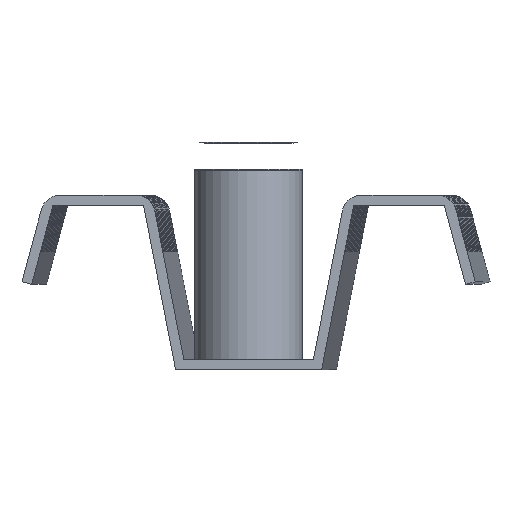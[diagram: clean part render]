
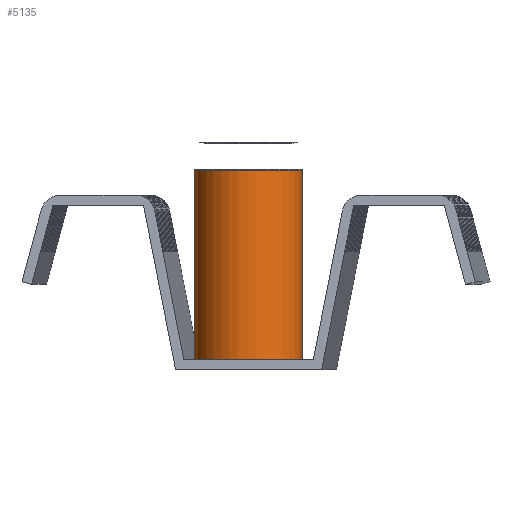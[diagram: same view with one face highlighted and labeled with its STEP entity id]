
A CAD part, front view. The second image highlights one B-rep face of the part: STEP entity #5135.
In plain terms, the highlighted cylindrical face has radius 8.1 mm (diameter 16.2 mm), a full revolution.
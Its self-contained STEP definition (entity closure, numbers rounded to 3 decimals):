
#29=CIRCLE('',#5462,8.1);
#30=CIRCLE('',#5463,8.1);
#284=FACE_OUTER_BOUND('',#504,.T.);
#504=EDGE_LOOP('',(#4128,#4129,#4130,#4131));
#1075=LINE('',#8003,#1756);
#1756=VECTOR('',#6423,8.1);
#2525=VERTEX_POINT('',#8000);
#2526=VERTEX_POINT('',#8002);
#3163=EDGE_CURVE('',#2525,#2525,#29,.T.);
#3164=EDGE_CURVE('',#2525,#2526,#1075,.T.);
#3165=EDGE_CURVE('',#2526,#2526,#30,.T.);
#4128=ORIENTED_EDGE('',*,*,#3163,.F.);
#4129=ORIENTED_EDGE('',*,*,#3164,.T.);
#4130=ORIENTED_EDGE('',*,*,#3165,.F.);
#4131=ORIENTED_EDGE('',*,*,#3164,.F.);
#5048=CYLINDRICAL_SURFACE('',#5461,8.1);
#5135=ADVANCED_FACE('',(#284),#5048,.T.);
#5461=AXIS2_PLACEMENT_3D('',#7999,#6419,#6420);
#5462=AXIS2_PLACEMENT_3D('',#8001,#6421,#6422);
#5463=AXIS2_PLACEMENT_3D('',#8004,#6424,#6425);
#6419=DIRECTION('center_axis',(0.,0.,
1.));
#6420=DIRECTION('ref_axis',(-0.878,-0.479,0.));
#6421=DIRECTION('center_axis',(0.,0.,
1.));
#6422=DIRECTION('ref_axis',(-0.878,-0.479,0.));
#6423=DIRECTION('',(0.,0.,-1.));
#6424=DIRECTION('center_axis',(0.,0.,
-1.));
#6425=DIRECTION('ref_axis',(-0.878,-0.479,0.));
#7999=CARTESIAN_POINT('Origin',(52.151,337.626,3.29));
#8000=CARTESIAN_POINT('',(59.26,341.51,16.793));
#8001=CARTESIAN_POINT('Origin',(52.151,337.626,16.793));
#8002=CARTESIAN_POINT('',(59.26,341.51,-11.71));
#8003=CARTESIAN_POINT('',(59.26,341.51,3.29));
#8004=CARTESIAN_POINT('Origin',(52.151,337.626,-11.71));
